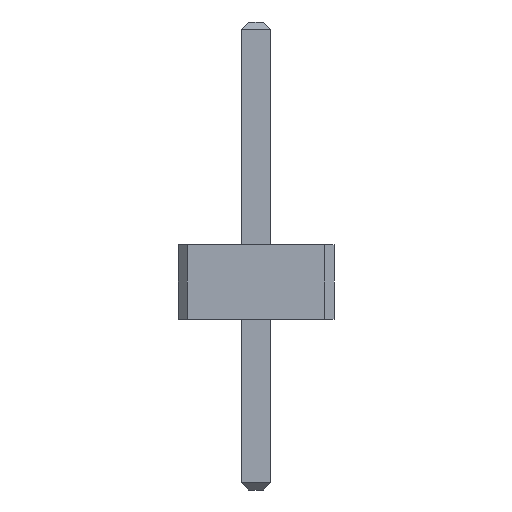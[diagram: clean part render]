
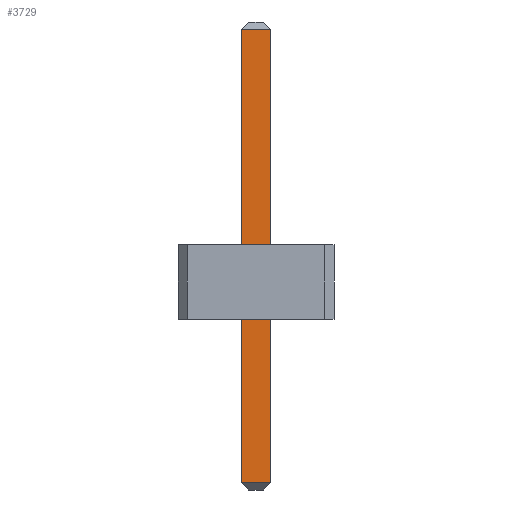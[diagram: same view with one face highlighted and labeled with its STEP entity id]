
A CAD part, front view. The second image highlights one B-rep face of the part: STEP entity #3729.
In plain terms, the highlighted planar face has unit normal (0, -1, 0).
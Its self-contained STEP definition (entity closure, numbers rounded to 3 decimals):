
#13=DIRECTION('',(0.,0.,1.));
#27=VECTOR('',#13,1.);
#67=DIRECTION('',(1.,0.,0.));
#1751=VECTOR('',#67,1.);
#1762=DIRECTION('',(0.,1.,0.));
#3706=EDGE_CURVE('',#3707,#3709,#3711,.T.);
#3707=VERTEX_POINT('',#3708);
#3708=CARTESIAN_POINT('',(-0.2,-37.03,-2.2));
#3709=VERTEX_POINT('',#3710);
#3710=CARTESIAN_POINT('',(-0.2,-37.03,3.9));
#3711=LINE('',#3712,#27);
#3712=CARTESIAN_POINT('',(-0.2,-37.03,-2.3));
#3729=ADVANCED_FACE('',(#3730),#3747,.F.);
#3730=FACE_BOUND('',#3731,.F.);
#3731=EDGE_LOOP('',(#3732,#3740,#3743,#3744));
#3732=ORIENTED_EDGE('',*,*,#3733,.F.);
#3733=EDGE_CURVE('',#3734,#3736,#3738,.T.);
#3734=VERTEX_POINT('',#3735);
#3735=CARTESIAN_POINT('',(0.2,-37.03,-2.2));
#3736=VERTEX_POINT('',#3737);
#3737=CARTESIAN_POINT('',(0.2,-37.03,3.9));
#3738=LINE('',#3739,#27);
#3739=CARTESIAN_POINT('',(0.2,-37.03,-2.3));
#3740=ORIENTED_EDGE('',*,*,#3741,.F.);
#3741=EDGE_CURVE('',#3707,#3734,#3742,.T.);
#3742=LINE('',#3708,#1751);
#3743=ORIENTED_EDGE('',*,*,#3706,.T.);
#3744=ORIENTED_EDGE('',*,*,#3745,.T.);
#3745=EDGE_CURVE('',#3709,#3736,#3746,.T.);
#3746=LINE('',#3710,#1751);
#3747=PLANE('',#3748);
#3748=AXIS2_PLACEMENT_3D('',#3712,#1762,#13);
